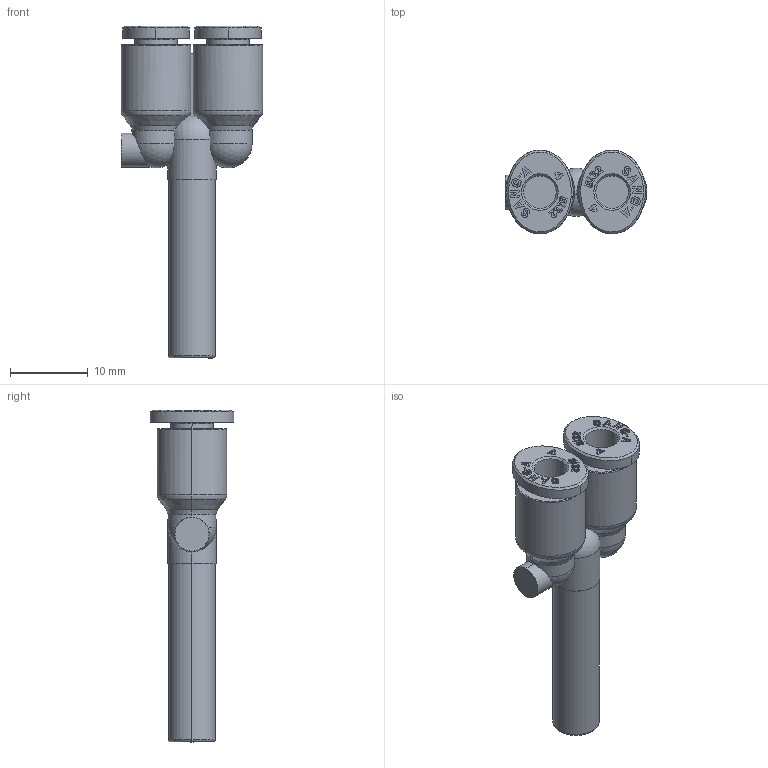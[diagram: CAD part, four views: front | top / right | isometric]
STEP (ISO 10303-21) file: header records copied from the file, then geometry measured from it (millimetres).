
FILE_DESCRIPTION((''),'2;1');
FILE_NAME('GPWJ_0604(3D).stp','2012-12-27T14:57:59',(''),(''),'Mechanical Desktop.R8.0.24.0','Mechanical Desktop.R8.0.24.0',', , ');
FILE_SCHEMA(('CONFIG_CONTROL_DESIGN'));
Length unit declared in the file: millimetre
Products named in the file (2): GPWJ_0604(3D); ºÎÇ°1
Assembly tree (1 placements, depth 2):
  GPWJ_0604(3D)
    ºÎÇ°1
Bounding box: 18.3 x 10.8 x 42.8 mm (x, y, z)
Volume: 1938.8 mm3; surface area: 2526.8 mm2
Topology: 1 solids, 1 shells, 799 faces, 2258 edges, 1495 vertices
Faces by surface type: plane 667, bspline 62, cylinder 40, cone 18, sphere 6, torus 6
Entity records: 27278 total; most frequent: CARTESIAN_POINT 6563, ORIENTED_EDGE 4512, DIRECTION 3922, EDGE_CURVE 2256, VECTOR 1992, LINE 1992, VERTEX_POINT 1495, AXIS2_PLACEMENT_3D 965
